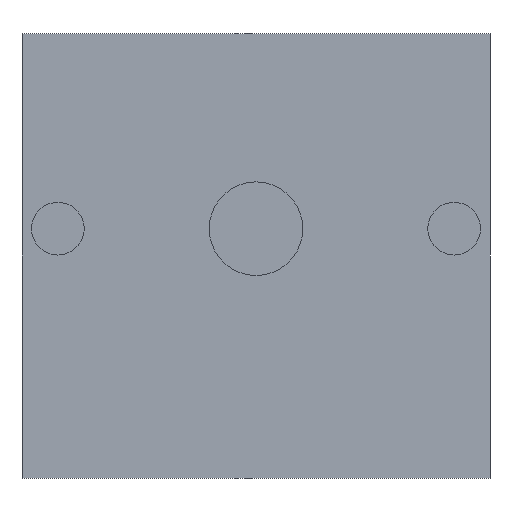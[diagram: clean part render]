
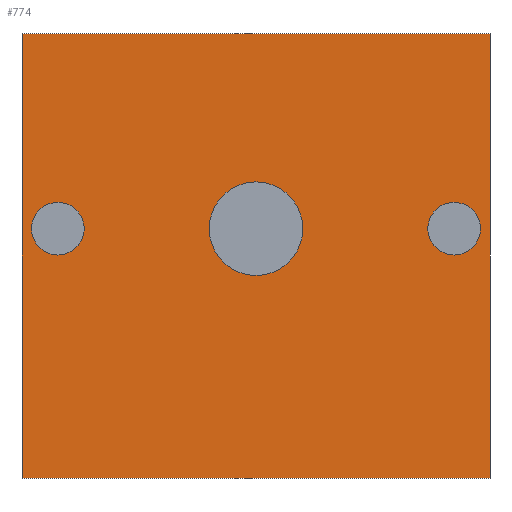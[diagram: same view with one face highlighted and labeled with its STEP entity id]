
A CAD part, front view. The second image highlights one B-rep face of the part: STEP entity #774.
In plain terms, the highlighted planar face has unit normal (0, -1, 0).
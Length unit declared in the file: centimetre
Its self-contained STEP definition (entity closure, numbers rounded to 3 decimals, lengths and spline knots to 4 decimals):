
#19=CIRCLE('',#817,0.0675);
#21=CIRCLE('',#821,0.12);
#22=CIRCLE('',#824,0.0675);
#31=FACE_BOUND('',#119,.T.);
#32=FACE_BOUND('',#120,.T.);
#33=FACE_BOUND('',#121,.T.);
#71=FACE_OUTER_BOUND('',#118,.T.);
#118=EDGE_LOOP('',(#649,#650,#651,#652));
#119=EDGE_LOOP('',(#653));
#120=EDGE_LOOP('',(#654));
#121=EDGE_LOOP('',(#655));
#215=LINE('',#1216,#311);
#216=LINE('',#1218,#312);
#217=LINE('',#1220,#313);
#218=LINE('',#1221,#314);
#311=VECTOR('',#999,1.);
#312=VECTOR('',#1000,1.);
#313=VECTOR('',#1001,1.);
#314=VECTOR('',#1002,1.);
#380=VERTEX_POINT('',#1204);
#382=VERTEX_POINT('',#1210);
#383=VERTEX_POINT('',#1214);
#384=VERTEX_POINT('',#1215);
#385=VERTEX_POINT('',#1217);
#386=VERTEX_POINT('',#1219);
#387=VERTEX_POINT('',#1222);
#478=EDGE_CURVE('',#380,#380,#19,.T.);
#480=EDGE_CURVE('',#382,#382,#21,.T.);
#481=EDGE_CURVE('',#383,#384,#215,.T.);
#482=EDGE_CURVE('',#385,#383,#216,.T.);
#483=EDGE_CURVE('',#386,#385,#217,.T.);
#484=EDGE_CURVE('',#384,#386,#218,.T.);
#485=EDGE_CURVE('',#387,#387,#22,.T.);
#649=ORIENTED_EDGE('',*,*,#481,.F.);
#650=ORIENTED_EDGE('',*,*,#482,.F.);
#651=ORIENTED_EDGE('',*,*,#483,.F.);
#652=ORIENTED_EDGE('',*,*,#484,.F.);
#653=ORIENTED_EDGE('',*,*,#478,.T.);
#654=ORIENTED_EDGE('',*,*,#480,.T.);
#655=ORIENTED_EDGE('',*,*,#485,.T.);
#732=PLANE('',#823);
#774=ADVANCED_FACE('',(#71,#31,#32,#33),#732,.F.);
#817=AXIS2_PLACEMENT_3D('',#1205,#985,#986);
#821=AXIS2_PLACEMENT_3D('',#1211,#993,#994);
#823=AXIS2_PLACEMENT_3D('',#1213,#997,#998);
#824=AXIS2_PLACEMENT_3D('',#1223,#1003,#1004);
#985=DIRECTION('center_axis',(0.,1.,0.));
#986=DIRECTION('ref_axis',(1.,0.,0.));
#993=DIRECTION('center_axis',(0.,1.,0.));
#994=DIRECTION('ref_axis',(1.,0.,0.));
#997=DIRECTION('center_axis',(0.,1.,0.));
#998=DIRECTION('ref_axis',(1.,0.,0.));
#999=DIRECTION('',(0.,0.,-1.));
#1000=DIRECTION('',(1.,0.,0.));
#1001=DIRECTION('',(0.,0.,1.));
#1002=DIRECTION('',(-1.,0.,0.));
#1003=DIRECTION('center_axis',(0.,1.,0.));
#1004=DIRECTION('ref_axis',(1.,0.,0.));
#1204=CARTESIAN_POINT('',(0.4405,0.,0.07));
#1205=CARTESIAN_POINT('Origin',(0.508,0.,0.07));
#1210=CARTESIAN_POINT('',(-0.12,0.,0.07));
#1211=CARTESIAN_POINT('Origin',(0.,0.,0.07));
#1213=CARTESIAN_POINT('Origin',(0.,0.,0.));
#1214=CARTESIAN_POINT('',(0.6,0.,0.57));
#1215=CARTESIAN_POINT('',(0.6,0.,-0.57));
#1216=CARTESIAN_POINT('',(0.6,0.,0.57));
#1217=CARTESIAN_POINT('',(-0.6,0.,0.57));
#1218=CARTESIAN_POINT('',(-0.6,0.,0.57));
#1219=CARTESIAN_POINT('',(-0.6,0.,-0.57));
#1220=CARTESIAN_POINT('',(-0.6,0.,-0.57));
#1221=CARTESIAN_POINT('',(0.6,0.,-0.57));
#1222=CARTESIAN_POINT('',(-0.5755,0.,0.07));
#1223=CARTESIAN_POINT('Origin',(-0.508,0.,0.07));
